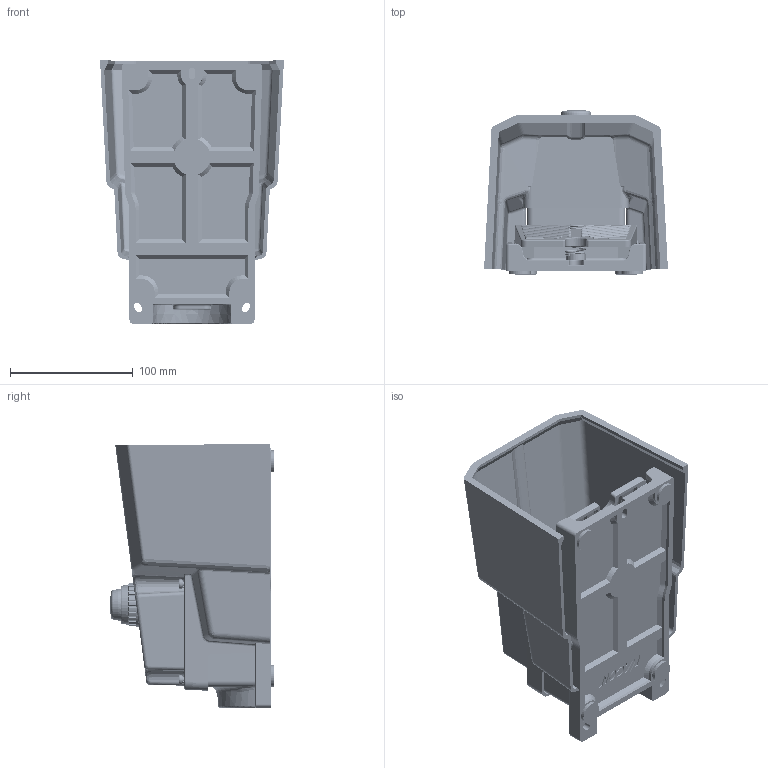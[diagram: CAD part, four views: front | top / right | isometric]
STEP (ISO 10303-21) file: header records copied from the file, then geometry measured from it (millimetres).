
FILE_DESCRIPTION (( 'STEP AP203' ), '1' );
FILE_NAME ('HRF-HD3NX-PL褐怳羲壽.STEP', '2022-08-18T08:23:36', ( 'Microsoft' ), ( 'Microsoft' ), 'SwSTEP 2.0', 'SolidWorks 2015', '' );
FILE_SCHEMA (( 'CONFIG_CONTROL_DESIGN' ));
Length unit declared in the file: millimetre
Products named in the file (53): 3003007001 HRF-HD3N 怳啣; 3001009023 HRF-HD3 橈埽路啣; 3017; 3011001119 M3X7十一字槽盘头带弹垫组合螺钉; R; 竘堤褐 1; PL30; 3004007005 HRF-HD3N 砎蝶褐隊; 3012001006 Z15G10B 峚雄羲壽; HRF-HD3NX-PL褐怳羲壽; 3011010007 M4黄铜圈; C; 竘堤褐 2; crust; 3011002010 楊擘攫倰蹟譫M4; 3002019014 HRF-HD3N 橈埽菜え; 3011001126 M4X5肣蹟隊; Bolt 3509; 諾陑穩隊; 萇繚啣; 3003005024 HRF-HD3NX-ES奻裔; 3011001034 M4X45十一字槽平头带弹垫组合螺钉; 3005002035 HRF-HD3N 換雄粣; washer 8-8_默认<按加工>; 階裝; 竘盄え-衵; 3011001135 囀鞠褒蹟佪 M4x8; 3004002019 HRF-HD3N 砎蝶躇猾菜; 3004003046 HRF-HD3N O型橡胶圈8xΦ1.9; M35090808; SPRING; 竘盄え-酘; BASE PL30; 3011001251 M4X30十一字槽平头带弹垫平垫组合螺钉; 3002023004 HRF-HD3N 換雄啣; PCB; LED; 腑釱; 30-1; 3009001076 HRF-HD3N 粟銅 ...
Assembly tree (73 placements, depth 5):
  HRF-HD3NX-PL褐怳羲壽
    3003004012 HRF-HD3N 菁釱
    3002010016 HRF-HD3N 揤盄標
    3011001119 M3X7十一字槽盘头带弹垫组合螺钉  x2
    3011010007 M4黄铜圈
    3011001126 M4X5肣蹟隊
    3005002035 HRF-HD3N 換雄粣
    3004003046 HRF-HD3N O型橡胶圈8xΦ1.9  x4
    3002023004 HRF-HD3N 換雄啣
    3011001123 M4X10 十一字槽盘头带弹垫组合螺钉  x4
    3002016026 HRF-HD3N 峚雄羲壽盓殤
    3001009023 HRF-HD3 橈埽路啣
    3012001006 Z15G10B 峚雄羲壽
    3002019014 HRF-HD3N 橈埽菜え
    3011001034 M4X45十一字槽平头带弹垫组合螺钉  x2
    3004002019 HRF-HD3N 砎蝶躇猾菜
    3011001251 M4X30十一字槽平头带弹垫平垫组合螺钉  x4
    3009001076 HRF-HD3N 粟銅
    3011007001 HRF-HD3N 种隊朴2.5x16
    3003007001 HRF-HD3N 怳啣
    3004007005 HRF-HD3N 砎蝶褐隊  x4
    3011002010 楊擘攫倰蹟譫M4  x2
    3003005024 HRF-HD3NX-ES奻裔
    3011001135 囀鞠褒蹟佪 M4x8
    3017
      BASE PL30
      30-1
      30-2
      30-3
      PL30
      crust
      PCB
        萇繚啣
        竘盄え-衵
        竘盄え-酘
        腑殤 PL
          腑釱
          橈埽菜え 1  x2
          橈埽菜え 2
          竘堤褐 1
          竘堤褐 2
          諾陑穩隊
          階裝
          SPRING
          LED
        IN4007  x4
        R  x2
        C
        M35090808  x2
          Bolt 3509
          washer 8-8_默认<按加工>
      腑欶 PL30
      BR-30ring
Bounding box: 150 x 134.5 x 215 mm (x, y, z)
Volume: 590106.3 mm3; surface area: 353649.2 mm2
Topology: 92 solids, 102 shells, 5225 faces, 12696 edges, 7558 vertices
Faces by surface type: plane 1732, cylinder 1688, bspline 836, torus 593, cone 232, sphere 144
Entity records: 217189 total; most frequent: CARTESIAN_POINT 111192, ORIENTED_EDGE 21498, DIRECTION 20150, EDGE_CURVE 10769, AXIS2_PLACEMENT_3D 7842, VERTEX_POINT 6575, EDGE_LOOP 4794, ADVANCED_FACE 4467
